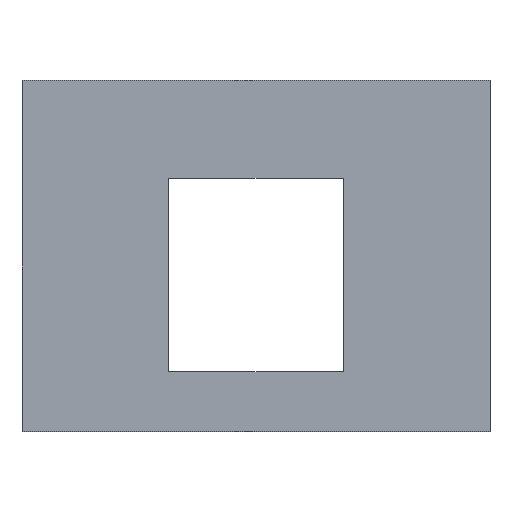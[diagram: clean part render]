
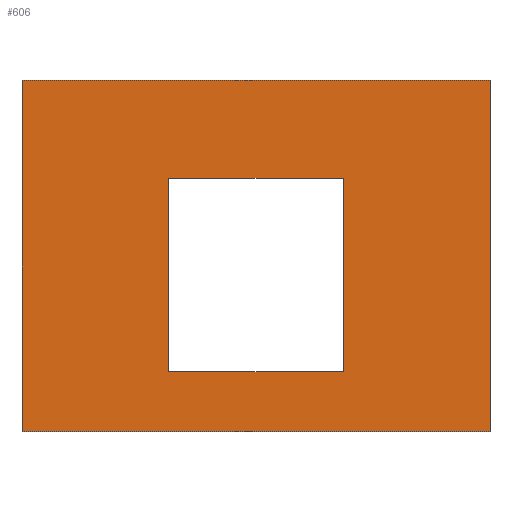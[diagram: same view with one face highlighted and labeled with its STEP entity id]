
A CAD part, top view. The second image highlights one B-rep face of the part: STEP entity #606.
In plain terms, the highlighted planar face has unit normal (0, 0, 1).
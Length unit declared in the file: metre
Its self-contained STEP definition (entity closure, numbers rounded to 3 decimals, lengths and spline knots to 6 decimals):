
#63=ORIENTED_EDGE('',*,*,#253,.F.);
#64=ORIENTED_EDGE('',*,*,#254,.T.);
#65=ORIENTED_EDGE('',*,*,#255,.T.);
#66=ORIENTED_EDGE('',*,*,#256,.F.);
#67=ORIENTED_EDGE('',*,*,#257,.F.);
#68=ORIENTED_EDGE('',*,*,#258,.T.);
#69=ORIENTED_EDGE('',*,*,#259,.T.);
#70=ORIENTED_EDGE('',*,*,#260,.F.);
#253=EDGE_CURVE('',#348,#349,#414,.T.);
#254=EDGE_CURVE('',#348,#350,#415,.T.);
#255=EDGE_CURVE('',#350,#351,#416,.T.);
#256=EDGE_CURVE('',#349,#351,#417,.T.);
#257=EDGE_CURVE('',#352,#353,#418,.T.);
#258=EDGE_CURVE('',#352,#354,#419,.T.);
#259=EDGE_CURVE('',#354,#355,#420,.T.);
#260=EDGE_CURVE('',#353,#355,#421,.T.);
#348=VERTEX_POINT('',#830);
#349=VERTEX_POINT('',#831);
#350=VERTEX_POINT('',#833);
#351=VERTEX_POINT('',#835);
#352=VERTEX_POINT('',#838);
#353=VERTEX_POINT('',#839);
#354=VERTEX_POINT('',#841);
#355=VERTEX_POINT('',#843);
#414=LINE('',#829,#464);
#415=LINE('',#832,#465);
#416=LINE('',#834,#466);
#417=LINE('',#836,#467);
#418=LINE('',#837,#468);
#419=LINE('',#840,#469);
#420=LINE('',#842,#470);
#421=LINE('',#844,#471);
#464=VECTOR('',#698,1.);
#465=VECTOR('',#699,1.);
#466=VECTOR('',#700,1.);
#467=VECTOR('',#701,1.);
#468=VECTOR('',#702,1.);
#469=VECTOR('',#703,1.);
#470=VECTOR('',#704,1.);
#471=VECTOR('',#705,1.);
#511=EDGE_LOOP('',(#63,#64,#65,#66));
#512=EDGE_LOOP('',(#67,#68,#69,#70));
#544=FACE_BOUND('',#511,.T.);
#545=FACE_BOUND('',#512,.T.);
#577=PLANE('',#650);
#606=ADVANCED_FACE('',(#544,#545),#577,.T.);
#650=AXIS2_PLACEMENT_3D('',#828,#696,#697);
#696=DIRECTION('',(0.,0.,1.));
#697=DIRECTION('',(1.,0.,0.));
#698=DIRECTION('',(1.,0.,0.));
#699=DIRECTION('',(0.,-1.,0.));
#700=DIRECTION('',(1.,0.,0.));
#701=DIRECTION('',(0.,-1.,0.));
#702=DIRECTION('',(0.,-1.,0.));
#703=DIRECTION('',(1.,0.,0.));
#704=DIRECTION('',(0.,-1.,0.));
#705=DIRECTION('',(1.,0.,0.));
#828=CARTESIAN_POINT('',(-0.009,-0.0125,0.));
#829=CARTESIAN_POINT('',(0.,0.015,0.));
#830=CARTESIAN_POINT('',(-0.02,0.015,0.));
#831=CARTESIAN_POINT('',(0.02,0.015,0.));
#832=CARTESIAN_POINT('',(-0.02,0.,0.));
#833=CARTESIAN_POINT('',(-0.02,-0.015,0.));
#834=CARTESIAN_POINT('',(0.,-0.015,0.));
#835=CARTESIAN_POINT('',(0.02,-0.015,0.));
#836=CARTESIAN_POINT('',(0.02,0.,0.));
#837=CARTESIAN_POINT('',(-0.00745,-0.001775,0.));
#838=CARTESIAN_POINT('',(-0.00745,0.00665,0.));
#839=CARTESIAN_POINT('',(-0.00745,-0.0099,0.));
#840=CARTESIAN_POINT('',(0.,0.00665,0.));
#841=CARTESIAN_POINT('',(0.00745,0.00665,0.));
#842=CARTESIAN_POINT('',(0.00745,-0.001775,0.));
#843=CARTESIAN_POINT('',(0.00745,-0.0099,0.));
#844=CARTESIAN_POINT('',(0.,-0.0099,0.));
